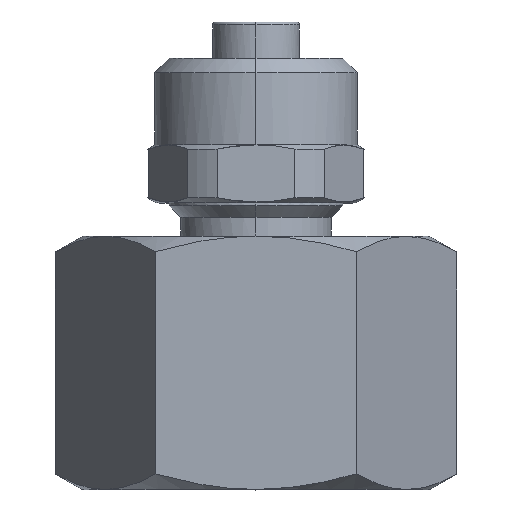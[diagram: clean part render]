
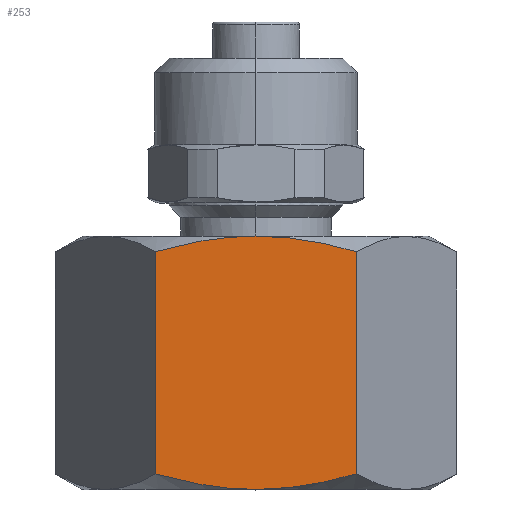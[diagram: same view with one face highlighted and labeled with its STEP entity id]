
A CAD part, top view. The second image highlights one B-rep face of the part: STEP entity #253.
In plain terms, the highlighted planar face has unit normal (0, 0, 1).
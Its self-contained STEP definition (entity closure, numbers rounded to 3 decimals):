
#32=PLANE('',#1927);
#253=ADVANCED_FACE('',(#329),#32,.T.);
#329=FACE_OUTER_BOUND('',#410,.T.);
#410=EDGE_LOOP('',(#712,#713,#714,#715,#716,#717));
#712=ORIENTED_EDGE('',*,*,#1049,.T.);
#713=ORIENTED_EDGE('',*,*,#1050,.F.);
#714=ORIENTED_EDGE('',*,*,#1051,.F.);
#715=ORIENTED_EDGE('',*,*,#1048,.F.);
#716=ORIENTED_EDGE('',*,*,#1052,.T.);
#717=ORIENTED_EDGE('',*,*,#1053,.T.);
#1048=EDGE_CURVE('',#1723,#1721,#1402,.T.);
#1049=EDGE_CURVE('',#1724,#1722,#1403,.T.);
#1050=EDGE_CURVE('',#1720,#1722,#1404,.T.);
#1051=EDGE_CURVE('',#1721,#1720,#1405,.T.);
#1052=EDGE_CURVE('',#1723,#1725,#1406,.T.);
#1053=EDGE_CURVE('',#1725,#1724,#1407,.T.);
#1402=B_SPLINE_CURVE_WITH_KNOTS('',1,(#4650,#4651),.UNSPECIFIED.,.F.,.F.,
(2,2),(-15.356,0.),.UNSPECIFIED.);
#1403=B_SPLINE_CURVE_WITH_KNOTS('',1,(#4652,#4653),.UNSPECIFIED.,.F.,.F.,
(2,2),(-15.356,0.),.UNSPECIFIED.);
#1404=B_SPLINE_CURVE_WITH_KNOTS('',3,(#4654,#4655,#4656,#4657,#4658,#4659,
#4660,#4661),.UNSPECIFIED.,.F.,.F.,(4,2,2,4),(0.019,0.021,
0.023,0.026),.UNSPECIFIED.);
#1405=B_SPLINE_CURVE_WITH_KNOTS('',3,(#4662,#4663,#4664,#4665,#4666,#4667),
 .UNSPECIFIED.,.F.,.F.,(4,2,4),(0.012,0.016,0.019),
 .UNSPECIFIED.);
#1406=B_SPLINE_CURVE_WITH_KNOTS('',3,(#4668,#4669,#4670,#4671,#4672,#4673),
 .UNSPECIFIED.,.F.,.F.,(4,2,4),(-0.045,-0.041,
-0.038),.UNSPECIFIED.);
#1407=B_SPLINE_CURVE_WITH_KNOTS('',3,(#4674,#4675,#4676,#4677,#4678,#4679,
#4680,#4681),.UNSPECIFIED.,.F.,.F.,(4,2,2,4),(-0.038,-0.036,
-0.034,-0.031),.UNSPECIFIED.);
#1720=VERTEX_POINT('',#4644);
#1721=VERTEX_POINT('',#4645);
#1722=VERTEX_POINT('',#4646);
#1723=VERTEX_POINT('',#4647);
#1724=VERTEX_POINT('',#4648);
#1725=VERTEX_POINT('',#4649);
#1927=AXIS2_PLACEMENT_3D('',#4643,#1948,$);
#1948=DIRECTION('',(0.,0.,1.));
#4643=CARTESIAN_POINT('',(18.512,-1.751,12.));
#4644=CARTESIAN_POINT('',(26.827,17.5,12.));
#4645=CARTESIAN_POINT('',(19.899,16.428,12.));
#4646=CARTESIAN_POINT('',(33.755,16.428,12.));
#4647=CARTESIAN_POINT('',(19.899,1.072,12.));
#4648=CARTESIAN_POINT('',(33.755,1.072,12.));
#4649=CARTESIAN_POINT('',(26.827,0.,12.));
#4650=CARTESIAN_POINT('',(19.899,1.072,12.));
#4651=CARTESIAN_POINT('',(19.899,16.428,12.));
#4652=CARTESIAN_POINT('',(33.755,1.072,12.));
#4653=CARTESIAN_POINT('',(33.755,16.428,12.));
#4654=CARTESIAN_POINT('',(26.827,17.5,12.));
#4655=CARTESIAN_POINT('',(27.413,17.5,12.));
#4656=CARTESIAN_POINT('',(28.001,17.475,12.));
#4657=CARTESIAN_POINT('',(29.18,17.376,12.));
#4658=CARTESIAN_POINT('',(29.765,17.303,12.));
#4659=CARTESIAN_POINT('',(31.5,17.021,12.));
#4660=CARTESIAN_POINT('',(32.635,16.752,12.));
#4661=CARTESIAN_POINT('',(33.755,16.428,12.));
#4662=CARTESIAN_POINT('',(19.899,16.428,12.));
#4663=CARTESIAN_POINT('',(21.026,16.754,12.));
#4664=CARTESIAN_POINT('',(22.18,17.026,12.));
#4665=CARTESIAN_POINT('',(24.493,17.399,12.));
#4666=CARTESIAN_POINT('',(25.656,17.5,12.));
#4667=CARTESIAN_POINT('',(26.827,17.5,12.));
#4668=CARTESIAN_POINT('',(19.899,1.072,12.));
#4669=CARTESIAN_POINT('',(21.026,0.746,12.));
#4670=CARTESIAN_POINT('',(22.18,0.474,12.));
#4671=CARTESIAN_POINT('',(24.493,0.101,12.));
#4672=CARTESIAN_POINT('',(25.656,0.,12.));
#4673=CARTESIAN_POINT('',(26.827,0.,12.));
#4674=CARTESIAN_POINT('',(26.827,0.,12.));
#4675=CARTESIAN_POINT('',(27.413,0.,12.));
#4676=CARTESIAN_POINT('',(28.001,0.025,12.));
#4677=CARTESIAN_POINT('',(29.18,0.124,12.));
#4678=CARTESIAN_POINT('',(29.765,0.197,12.));
#4679=CARTESIAN_POINT('',(31.5,0.479,12.));
#4680=CARTESIAN_POINT('',(32.635,0.748,12.));
#4681=CARTESIAN_POINT('',(33.755,1.072,12.));
